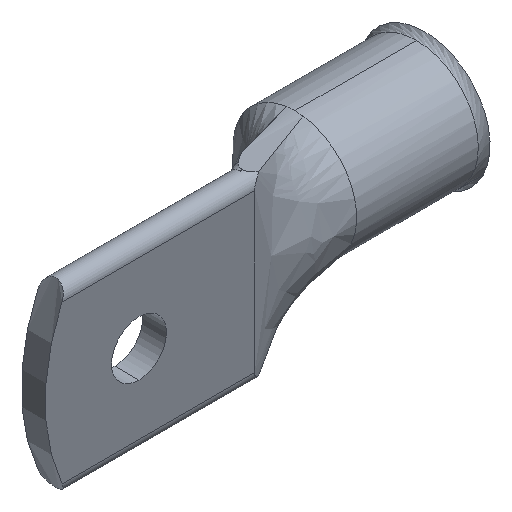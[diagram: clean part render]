
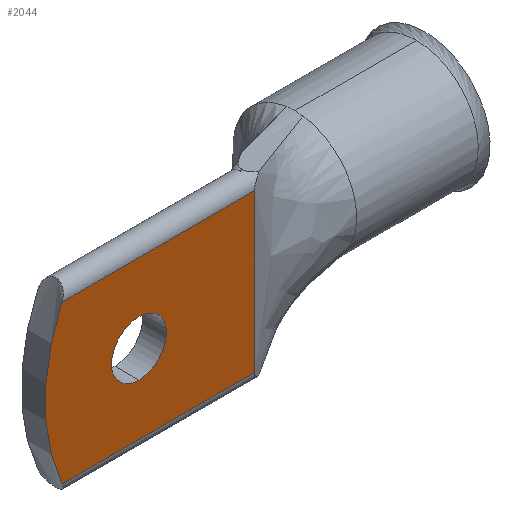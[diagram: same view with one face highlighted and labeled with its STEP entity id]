
A CAD part, isometric view. The second image highlights one B-rep face of the part: STEP entity #2044.
In plain terms, the highlighted planar face has unit normal (0, -1, 0).
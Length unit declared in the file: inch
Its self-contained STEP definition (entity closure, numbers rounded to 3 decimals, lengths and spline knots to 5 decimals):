
#68 = ORIENTED_EDGE ( 'NONE', *, *, #4151, .T. ) ;
#221 = ORIENTED_EDGE ( 'NONE', *, *, #2993, .F. ) ;
#244 = CIRCLE ( 'NONE', #3424, 0.1375 ) ;
#352 = CARTESIAN_POINT ( 'NONE',  ( -0.055, -0.06, 0.1375 ) ) ;
#487 = CARTESIAN_POINT ( 'NONE',  ( -0.055, -0.06, 0. ) ) ;
#576 = CARTESIAN_POINT ( 'NONE',  ( -0.055, -0.06, -0.1375 ) ) ;
#656 = FACE_OUTER_BOUND ( 'NONE', #3528, .T. ) ;
#804 = VECTOR ( 'NONE', #1718, 39.37008 ) ;
#1001 = DIRECTION ( 'NONE',  ( -1., 0., 0. ) ) ;
#1026 = DIRECTION ( 'NONE',  ( 0., 0., -1. ) ) ;
#1231 = DIRECTION ( 'NONE',  ( 0., 0., -1. ) ) ;
#1364 = AXIS2_PLACEMENT_3D ( 'NONE', #487, #4617, #4268 ) ;
#1550 = VERTEX_POINT ( 'NONE', #2595 ) ;
#1557 = CARTESIAN_POINT ( 'NONE',  ( 0.44516, -0.06, 0. ) ) ;
#1718 = DIRECTION ( 'NONE',  ( 0., 0., 1. ) ) ;
#1823 = CARTESIAN_POINT ( 'NONE',  ( 0.525, -0.06, 0.395 ) ) ;
#1928 = ORIENTED_EDGE ( 'NONE', *, *, #2038, .T. ) ;
#1941 = CARTESIAN_POINT ( 'NONE',  ( 0.44516, -0.06, -0.395 ) ) ;
#1958 = VERTEX_POINT ( 'NONE', #1823 ) ;
#1985 = VERTEX_POINT ( 'NONE', #4458 ) ;
#2038 = EDGE_CURVE ( 'NONE', #1958, #4805, #3368, .T. ) ;
#2044 = ADVANCED_FACE ( 'NONE', ( #3318, #656 ), #2991, .T. ) ;
#2344 = EDGE_CURVE ( 'NONE', #1550, #1958, #3931, .T. ) ;
#2488 = CARTESIAN_POINT ( 'NONE',  ( -0.44095, -0.06, 0.395 ) ) ;
#2554 = CIRCLE ( 'NONE', #1364, 0.1375 ) ;
#2590 = CARTESIAN_POINT ( 'NONE',  ( -0.44095, -0.06, 0.395 ) ) ;
#2595 = CARTESIAN_POINT ( 'NONE',  ( 0.525, -0.06, -0.395 ) ) ;
#2687 = DIRECTION ( 'NONE',  ( 0., -1., 0. ) ) ;
#2699 = CIRCLE ( 'NONE', #2944, 0.97016 ) ;
#2715 = EDGE_LOOP ( 'NONE', ( #3261, #221 ) ) ;
#2723 = DIRECTION ( 'NONE',  ( 0., -1., 0. ) ) ;
#2944 = AXIS2_PLACEMENT_3D ( 'NONE', #1557, #2723, #3524 ) ;
#2991 = PLANE ( 'NONE',  #4698 ) ;
#2993 = EDGE_CURVE ( 'NONE', #4609, #3661, #2554, .T. ) ;
#3081 = EDGE_CURVE ( 'NONE', #4805, #1985, #2699, .T. ) ;
#3261 = ORIENTED_EDGE ( 'NONE', *, *, #4271, .F. ) ;
#3318 = FACE_BOUND ( 'NONE', #2715, .T. ) ;
#3368 = LINE ( 'NONE', #2590, #4302 ) ;
#3424 = AXIS2_PLACEMENT_3D ( 'NONE', #3471, #2687, #1231 ) ;
#3471 = CARTESIAN_POINT ( 'NONE',  ( -0.055, -0.06, 0. ) ) ;
#3524 = DIRECTION ( 'NONE',  ( 0., 0., -1. ) ) ;
#3528 = EDGE_LOOP ( 'NONE', ( #4033, #68, #3772, #1928 ) ) ;
#3582 = CARTESIAN_POINT ( 'NONE',  ( 0.525, -0.06, 0. ) ) ;
#3661 = VERTEX_POINT ( 'NONE', #352 ) ;
#3772 = ORIENTED_EDGE ( 'NONE', *, *, #2344, .T. ) ;
#3931 = LINE ( 'NONE', #3582, #804 ) ;
#4033 = ORIENTED_EDGE ( 'NONE', *, *, #3081, .T. ) ;
#4112 = CARTESIAN_POINT ( 'NONE',  ( 0.44516, -0.06, 0. ) ) ;
#4151 = EDGE_CURVE ( 'NONE', #1985, #1550, #4535, .T. ) ;
#4189 = DIRECTION ( 'NONE',  ( 1., 0., 0. ) ) ;
#4268 = DIRECTION ( 'NONE',  ( 0., 0., -1. ) ) ;
#4271 = EDGE_CURVE ( 'NONE', #3661, #4609, #244, .T. ) ;
#4302 = VECTOR ( 'NONE', #1001, 39.37008 ) ;
#4458 = CARTESIAN_POINT ( 'NONE',  ( -0.44095, -0.06, -0.395 ) ) ;
#4535 = LINE ( 'NONE', #1941, #4928 ) ;
#4609 = VERTEX_POINT ( 'NONE', #576 ) ;
#4617 = DIRECTION ( 'NONE',  ( 0., -1., 0. ) ) ;
#4698 = AXIS2_PLACEMENT_3D ( 'NONE', #4112, #4885, #1026 ) ;
#4805 = VERTEX_POINT ( 'NONE', #2488 ) ;
#4885 = DIRECTION ( 'NONE',  ( 0., -1., 0. ) ) ;
#4928 = VECTOR ( 'NONE', #4189, 39.37008 ) ;
